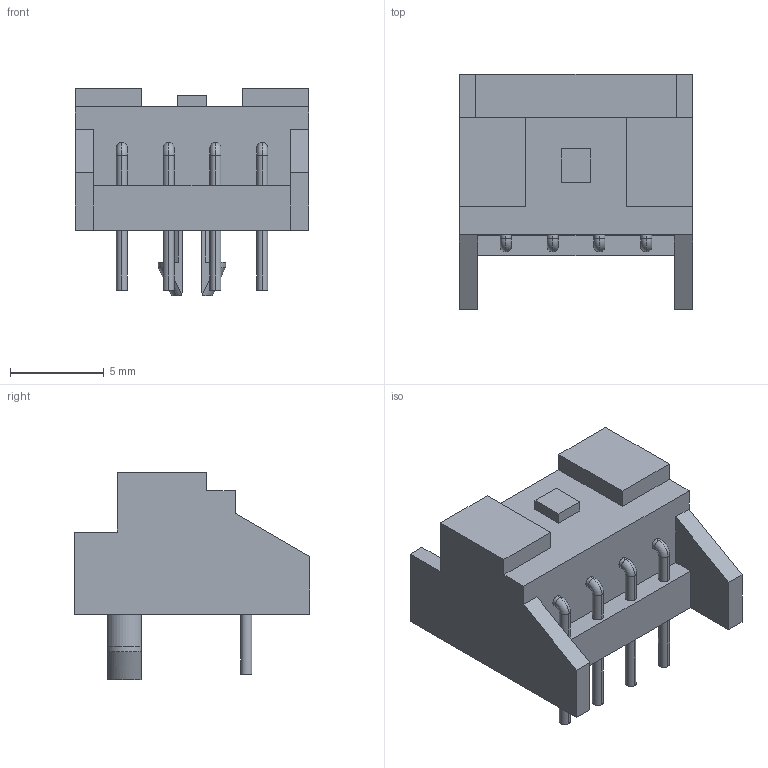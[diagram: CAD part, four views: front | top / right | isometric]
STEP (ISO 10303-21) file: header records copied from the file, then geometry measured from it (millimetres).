
FILE_DESCRIPTION (( 'STEP AP214' ), '1' );
FILE_NAME ('S04B-XASK-1.STEP', '2010-06-11T06:50:34', ( ' ' ), ( '' ), 'SwSTEP 2.0', 'SolidWorks 2009', '' );
FILE_SCHEMA (( 'AUTOMOTIVE_DESIGN' ));
Length unit declared in the file: millimetre
Products named in the file (1): S04B-XASK-1
Bounding box: 12.5 x 12.6 x 11.1 mm (x, y, z)
Volume: 518.8 mm3; surface area: 853.2 mm2
Topology: 1 solids, 1 shells, 99 faces, 238 edges, 152 vertices
Faces by surface type: plane 51, cylinder 38, torus 8, bspline 2
Entity records: 4223 total; most frequent: CARTESIAN_POINT 711, DIRECTION 514, ORIENTED_EDGE 476, EDGE_CURVE 238, AXIS2_PLACEMENT_3D 181, VERTEX_POINT 152, VECTOR 152, LINE 152
